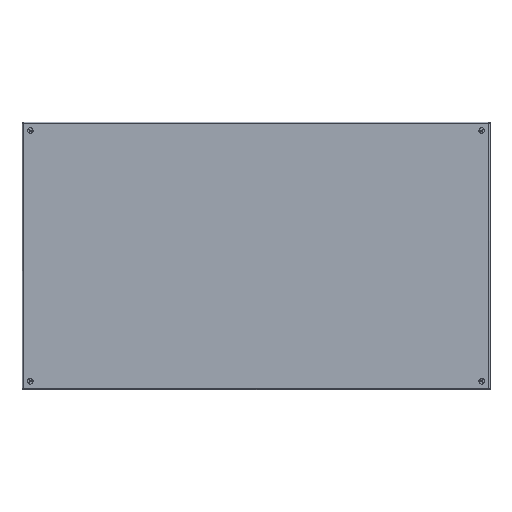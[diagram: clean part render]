
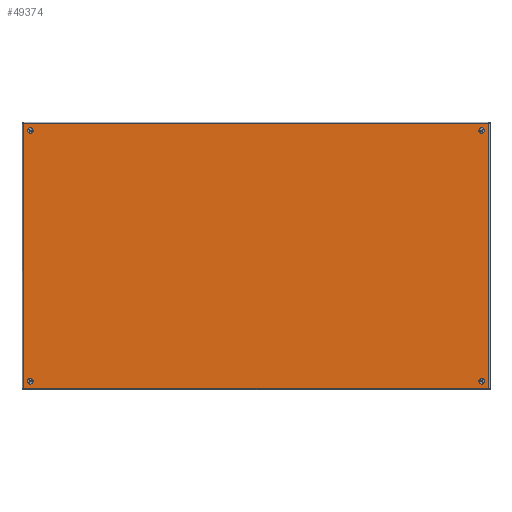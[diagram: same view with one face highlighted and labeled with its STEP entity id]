
A CAD part, top view. The second image highlights one B-rep face of the part: STEP entity #49374.
In plain terms, the highlighted face is planar.
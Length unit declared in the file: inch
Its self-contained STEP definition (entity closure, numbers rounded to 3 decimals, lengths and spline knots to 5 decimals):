
#515 = DIRECTION ( 'NONE',  ( 0., 1., 0. ) ) ;
#1219 = CARTESIAN_POINT ( 'NONE',  ( 0., 41.25, 11.25 ) ) ;
#1222 = FACE_BOUND ( 'NONE', #63163, .T. ) ;
#4371 = DIRECTION ( 'NONE',  ( 1., 0., 0. ) ) ;
#7039 = EDGE_CURVE ( 'NONE', #57740, #33962, #58440, .T. ) ;
#8013 = EDGE_CURVE ( 'NONE', #45132, #69858, #67156, .T. ) ;
#8234 = CARTESIAN_POINT ( 'NONE',  ( 0., 0.108, -11.892 ) ) ;
#9110 = AXIS2_PLACEMENT_3D ( 'NONE', #76870, #65282, #515 ) ;
#10664 = EDGE_LOOP ( 'NONE', ( #55753, #11656 ) ) ;
#11523 = ORIENTED_EDGE ( 'NONE', *, *, #7039, .T. ) ;
#11656 = ORIENTED_EDGE ( 'NONE', *, *, #99211, .T. ) ;
#11935 = DIRECTION ( 'NONE',  ( 1., 0., 0. ) ) ;
#12184 = VERTEX_POINT ( 'NONE', #18467 ) ;
#13250 = CIRCLE ( 'NONE', #97048, 0.25 ) ;
#15490 = CARTESIAN_POINT ( 'NONE',  ( 0., 0.75, 11.25 ) ) ;
#17216 = ORIENTED_EDGE ( 'NONE', *, *, #99663, .T. ) ;
#17236 = CARTESIAN_POINT ( 'NONE',  ( 0., 41.892, -11.892 ) ) ;
#18116 = AXIS2_PLACEMENT_3D ( 'NONE', #42454, #18330, #75095 ) ;
#18310 = DIRECTION ( 'NONE',  ( 0., 1., 0. ) ) ;
#18330 = DIRECTION ( 'NONE',  ( -1., 0., 0. ) ) ;
#18467 = CARTESIAN_POINT ( 'NONE',  ( 0., 1., 11.25 ) ) ;
#18871 = DIRECTION ( 'NONE',  ( 0., 1., 0. ) ) ;
#20682 = EDGE_CURVE ( 'NONE', #37256, #24111, #100722, .T. ) ;
#22139 = DIRECTION ( 'NONE',  ( 1., 0., 0. ) ) ;
#24111 = VERTEX_POINT ( 'NONE', #8234 ) ;
#26580 = EDGE_CURVE ( 'NONE', #44877, #12184, #86833, .T. ) ;
#30727 = CARTESIAN_POINT ( 'NONE',  ( 0., 41.25, -11.25 ) ) ;
#31696 = VERTEX_POINT ( 'NONE', #45264 ) ;
#32330 = VECTOR ( 'NONE', #104321, 39.37008 ) ;
#32853 = FACE_BOUND ( 'NONE', #88479, .T. ) ;
#33962 = VERTEX_POINT ( 'NONE', #80474 ) ;
#34149 = CARTESIAN_POINT ( 'NONE',  ( 0., 41.25, 11.25 ) ) ;
#34513 = AXIS2_PLACEMENT_3D ( 'NONE', #36518, #4371, #46131 ) ;
#36518 = CARTESIAN_POINT ( 'NONE',  ( 0., 41.25, -11.25 ) ) ;
#36520 = DIRECTION ( 'NONE',  ( 0., 0., 1. ) ) ;
#36767 = CARTESIAN_POINT ( 'NONE',  ( 0., 41.5, 11.25 ) ) ;
#37256 = VERTEX_POINT ( 'NONE', #17236 ) ;
#37306 = EDGE_CURVE ( 'NONE', #104380, #31696, #42435, .T. ) ;
#37417 = EDGE_CURVE ( 'NONE', #24111, #104380, #76115, .T. ) ;
#41193 = ORIENTED_EDGE ( 'NONE', *, *, #72346, .T. ) ;
#42435 = LINE ( 'NONE', #91629, #52134 ) ;
#42454 = CARTESIAN_POINT ( 'NONE',  ( 0., 21., 0. ) ) ;
#42974 = FACE_BOUND ( 'NONE', #54027, .T. ) ;
#44877 = VERTEX_POINT ( 'NONE', #92104 ) ;
#45132 = VERTEX_POINT ( 'NONE', #90404 ) ;
#45242 = ORIENTED_EDGE ( 'NONE', *, *, #92375, .T. ) ;
#45264 = CARTESIAN_POINT ( 'NONE',  ( 0., 41.892, 11.892 ) ) ;
#46131 = DIRECTION ( 'NONE',  ( 0., 1., 0. ) ) ;
#46993 = CARTESIAN_POINT ( 'NONE',  ( 0., 21., -11.892 ) ) ;
#48858 = CARTESIAN_POINT ( 'NONE',  ( 0., 0.75, -11.25 ) ) ;
#49374 = ADVANCED_FACE ( 'NONE', ( #58454, #83076, #32853, #1222, #42974 ), #49909, .T. ) ;
#49909 = PLANE ( 'NONE',  #18116 ) ;
#50692 = DIRECTION ( 'NONE',  ( 1., 0., 0. ) ) ;
#51999 = DIRECTION ( 'NONE',  ( 1., 0., 0. ) ) ;
#52134 = VECTOR ( 'NONE', #18310, 39.37008 ) ;
#52346 = CIRCLE ( 'NONE', #59174, 0.25 ) ;
#54027 = EDGE_LOOP ( 'NONE', ( #45242, #64328 ) ) ;
#55753 = ORIENTED_EDGE ( 'NONE', *, *, #8013, .T. ) ;
#55820 = DIRECTION ( 'NONE',  ( 1., 0., 0. ) ) ;
#56289 = EDGE_LOOP ( 'NONE', ( #71690, #85335, #91316, #102209 ) ) ;
#56849 = DIRECTION ( 'NONE',  ( 0., 1., 0. ) ) ;
#57546 = AXIS2_PLACEMENT_3D ( 'NONE', #15490, #105494, #106014 ) ;
#57740 = VERTEX_POINT ( 'NONE', #94599 ) ;
#57767 = CARTESIAN_POINT ( 'NONE',  ( 0., 41., 11.25 ) ) ;
#58440 = CIRCLE ( 'NONE', #89215, 0.25 ) ;
#58454 = FACE_OUTER_BOUND ( 'NONE', #56289, .T. ) ;
#59174 = AXIS2_PLACEMENT_3D ( 'NONE', #30727, #22139, #63355 ) ;
#62702 = DIRECTION ( 'NONE',  ( 0., 0., -1. ) ) ;
#63163 = EDGE_LOOP ( 'NONE', ( #41193, #69733 ) ) ;
#63355 = DIRECTION ( 'NONE',  ( 0., 1., 0. ) ) ;
#64328 = ORIENTED_EDGE ( 'NONE', *, *, #26580, .T. ) ;
#65282 = DIRECTION ( 'NONE',  ( 1., 0., 0. ) ) ;
#67156 = CIRCLE ( 'NONE', #34513, 0.25 ) ;
#69733 = ORIENTED_EDGE ( 'NONE', *, *, #83283, .T. ) ;
#69858 = VERTEX_POINT ( 'NONE', #71317 ) ;
#71317 = CARTESIAN_POINT ( 'NONE',  ( 0., 41., -11.25 ) ) ;
#71690 = ORIENTED_EDGE ( 'NONE', *, *, #89091, .T. ) ;
#72346 = EDGE_CURVE ( 'NONE', #81916, #75462, #13250, .T. ) ;
#75095 = DIRECTION ( 'NONE',  ( 0., 1., 0. ) ) ;
#75462 = VERTEX_POINT ( 'NONE', #57767 ) ;
#76115 = LINE ( 'NONE', #101319, #77773 ) ;
#76870 = CARTESIAN_POINT ( 'NONE',  ( 0., 0.75, -11.25 ) ) ;
#77773 = VECTOR ( 'NONE', #36520, 39.37008 ) ;
#78217 = CARTESIAN_POINT ( 'NONE',  ( 0., 41.892, 0. ) ) ;
#80393 = AXIS2_PLACEMENT_3D ( 'NONE', #102502, #11935, #101965 ) ;
#80474 = CARTESIAN_POINT ( 'NONE',  ( 0., 0.5, -11.25 ) ) ;
#81916 = VERTEX_POINT ( 'NONE', #36767 ) ;
#83076 = FACE_BOUND ( 'NONE', #10664, .T. ) ;
#83283 = EDGE_CURVE ( 'NONE', #75462, #81916, #100143, .T. ) ;
#85335 = ORIENTED_EDGE ( 'NONE', *, *, #20682, .T. ) ;
#85474 = CIRCLE ( 'NONE', #80393, 0.25 ) ;
#86833 = CIRCLE ( 'NONE', #57546, 0.25 ) ;
#88479 = EDGE_LOOP ( 'NONE', ( #11523, #17216 ) ) ;
#89091 = EDGE_CURVE ( 'NONE', #31696, #37256, #95858, .T. ) ;
#89215 = AXIS2_PLACEMENT_3D ( 'NONE', #48858, #55820, #56849 ) ;
#90404 = CARTESIAN_POINT ( 'NONE',  ( 0., 41.5, -11.25 ) ) ;
#91197 = CIRCLE ( 'NONE', #9110, 0.25 ) ;
#91316 = ORIENTED_EDGE ( 'NONE', *, *, #37417, .T. ) ;
#91629 = CARTESIAN_POINT ( 'NONE',  ( 0., 21., 11.892 ) ) ;
#91895 = DIRECTION ( 'NONE',  ( 0., 1., 0. ) ) ;
#92104 = CARTESIAN_POINT ( 'NONE',  ( 0., 0.5, 11.25 ) ) ;
#92375 = EDGE_CURVE ( 'NONE', #12184, #44877, #85474, .T. ) ;
#94599 = CARTESIAN_POINT ( 'NONE',  ( 0., 1., -11.25 ) ) ;
#94837 = CARTESIAN_POINT ( 'NONE',  ( 0., 0.108, 11.892 ) ) ;
#95858 = LINE ( 'NONE', #78217, #101212 ) ;
#96691 = AXIS2_PLACEMENT_3D ( 'NONE', #1219, #51999, #18871 ) ;
#97048 = AXIS2_PLACEMENT_3D ( 'NONE', #34149, #50692, #91895 ) ;
#99211 = EDGE_CURVE ( 'NONE', #69858, #45132, #52346, .T. ) ;
#99663 = EDGE_CURVE ( 'NONE', #33962, #57740, #91197, .T. ) ;
#100143 = CIRCLE ( 'NONE', #96691, 0.25 ) ;
#100722 = LINE ( 'NONE', #46993, #32330 ) ;
#101212 = VECTOR ( 'NONE', #62702, 39.37008 ) ;
#101319 = CARTESIAN_POINT ( 'NONE',  ( 0., 0.108, 0. ) ) ;
#101965 = DIRECTION ( 'NONE',  ( 0., 1., 0. ) ) ;
#102209 = ORIENTED_EDGE ( 'NONE', *, *, #37306, .T. ) ;
#102502 = CARTESIAN_POINT ( 'NONE',  ( 0., 0.75, 11.25 ) ) ;
#104321 = DIRECTION ( 'NONE',  ( 0., -1., 0. ) ) ;
#104380 = VERTEX_POINT ( 'NONE', #94837 ) ;
#105494 = DIRECTION ( 'NONE',  ( 1., 0., 0. ) ) ;
#106014 = DIRECTION ( 'NONE',  ( 0., 1., 0. ) ) ;
